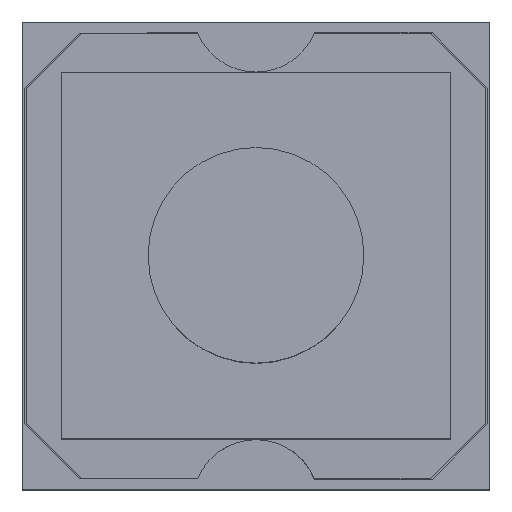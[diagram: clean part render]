
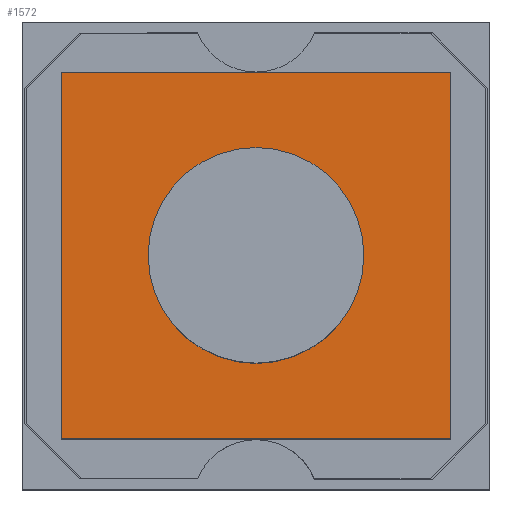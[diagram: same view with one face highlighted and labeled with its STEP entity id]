
A CAD part, top view. The second image highlights one B-rep face of the part: STEP entity #1572.
In plain terms, the highlighted planar face has unit normal (0, 0, 1).
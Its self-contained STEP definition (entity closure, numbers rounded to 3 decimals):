
#1481 = VERTEX_POINT('',#1482);
#1482 = CARTESIAN_POINT('',(-7.5,-7.05,5.));
#1488 = EDGE_CURVE('',#1481,#1489,#1491,.T.);
#1489 = VERTEX_POINT('',#1490);
#1490 = CARTESIAN_POINT('',(7.5,-7.05,5.));
#1491 = LINE('',#1492,#1493);
#1492 = CARTESIAN_POINT('',(-7.5,-7.05,5.));
#1493 = VECTOR('',#1494,1.);
#1494 = DIRECTION('',(1.,0.,0.));
#1512 = EDGE_CURVE('',#1489,#1513,#1515,.T.);
#1513 = VERTEX_POINT('',#1514);
#1514 = CARTESIAN_POINT('',(7.5,7.05,5.));
#1515 = LINE('',#1516,#1517);
#1516 = CARTESIAN_POINT('',(7.5,-7.05,5.));
#1517 = VECTOR('',#1518,1.);
#1518 = DIRECTION('',(0.,1.,0.));
#1536 = EDGE_CURVE('',#1513,#1537,#1539,.T.);
#1537 = VERTEX_POINT('',#1538);
#1538 = CARTESIAN_POINT('',(-7.5,7.05,5.));
#1539 = LINE('',#1540,#1541);
#1540 = CARTESIAN_POINT('',(7.5,7.05,5.));
#1541 = VECTOR('',#1542,1.);
#1542 = DIRECTION('',(-1.,0.,0.));
#1560 = EDGE_CURVE('',#1537,#1481,#1561,.T.);
#1561 = LINE('',#1562,#1563);
#1562 = CARTESIAN_POINT('',(-7.5,7.05,5.));
#1563 = VECTOR('',#1564,1.);
#1564 = DIRECTION('',(0.,-1.,0.));
#1572 = ADVANCED_FACE('',(#1573,#1579),#1590,.T.);
#1573 = FACE_BOUND('',#1574,.T.);
#1574 = EDGE_LOOP('',(#1575,#1576,#1577,#1578));
#1575 = ORIENTED_EDGE('',*,*,#1488,.T.);
#1576 = ORIENTED_EDGE('',*,*,#1512,.T.);
#1577 = ORIENTED_EDGE('',*,*,#1536,.T.);
#1578 = ORIENTED_EDGE('',*,*,#1560,.T.);
#1579 = FACE_BOUND('',#1580,.T.);
#1580 = EDGE_LOOP('',(#1581));
#1581 = ORIENTED_EDGE('',*,*,#1582,.F.);
#1582 = EDGE_CURVE('',#1583,#1583,#1585,.T.);
#1583 = VERTEX_POINT('',#1584);
#1584 = CARTESIAN_POINT('',(4.15,0.,5.));
#1585 = CIRCLE('',#1586,4.15);
#1586 = AXIS2_PLACEMENT_3D('',#1587,#1588,#1589);
#1587 = CARTESIAN_POINT('',(0.,0.,5.));
#1588 = DIRECTION('',(0.,0.,1.));
#1589 = DIRECTION('',(1.,0.,0.));
#1590 = PLANE('',#1591);
#1591 = AXIS2_PLACEMENT_3D('',#1592,#1593,#1594);
#1592 = CARTESIAN_POINT('',(0.,0.,5.));
#1593 = DIRECTION('',(0.,0.,1.));
#1594 = DIRECTION('',(1.,0.,0.));
